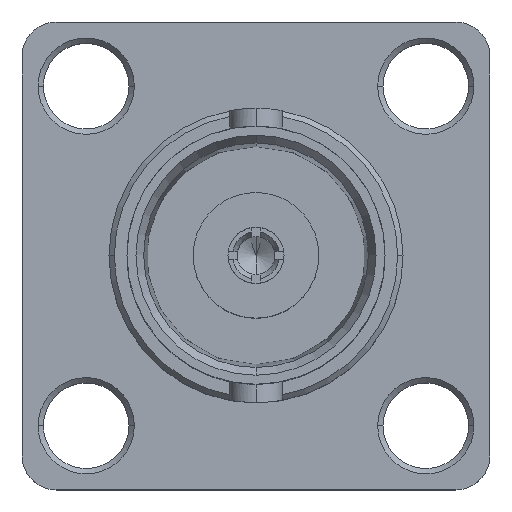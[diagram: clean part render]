
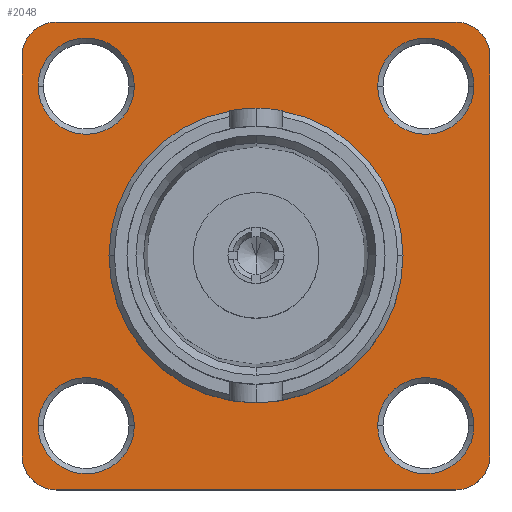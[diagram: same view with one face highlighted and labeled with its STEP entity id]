
A CAD part, top view. The second image highlights one B-rep face of the part: STEP entity #2048.
In plain terms, the highlighted planar face has unit normal (0, 0, 1).
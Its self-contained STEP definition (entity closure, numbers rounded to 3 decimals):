
#119=CARTESIAN_POINT('',(7.48,7.48,2.3));
#120=DIRECTION('',(0.,0.,1.));
#121=DIRECTION('',(1.,0.,0.));
#122=AXIS2_PLACEMENT_3D('',#119,#120,#121);
#124=DIRECTION('',(0.,1.,0.));
#125=VECTOR('',#124,14.96);
#126=CARTESIAN_POINT('',(8.75,-7.48,2.3));
#127=LINE('',#126,#125);
#128=CARTESIAN_POINT('',(7.48,-7.48,2.3));
#129=DIRECTION('',(0.,0.,1.));
#130=DIRECTION('',(0.,-1.,0.));
#131=AXIS2_PLACEMENT_3D('',#128,#129,#130);
#133=DIRECTION('',(1.,0.,0.));
#134=VECTOR('',#133,14.96);
#135=CARTESIAN_POINT('',(-7.48,-8.75,2.3));
#136=LINE('',#135,#134);
#137=CARTESIAN_POINT('',(-7.48,-7.48,2.3));
#138=DIRECTION('',(0.,0.,1.));
#139=DIRECTION('',(-1.,0.,0.));
#140=AXIS2_PLACEMENT_3D('',#137,#138,#139);
#142=DIRECTION('',(0.,-1.,0.));
#143=VECTOR('',#142,14.96);
#144=CARTESIAN_POINT('',(-8.75,7.48,2.3));
#145=LINE('',#144,#143);
#146=CARTESIAN_POINT('',(-7.48,7.48,2.3));
#147=DIRECTION('',(0.,0.,1.));
#148=DIRECTION('',(0.,1.,0.));
#149=AXIS2_PLACEMENT_3D('',#146,#147,#148);
#151=DIRECTION('',(-1.,0.,0.));
#152=VECTOR('',#151,14.96);
#153=CARTESIAN_POINT('',(7.48,8.75,2.3));
#154=LINE('',#153,#152);
#155=CARTESIAN_POINT('',(0.,0.,2.3));
#156=DIRECTION('',(0.,0.,1.));
#157=DIRECTION('',(1.,0.,0.));
#158=AXIS2_PLACEMENT_3D('',#155,#156,#157);
#160=CARTESIAN_POINT('',(0.,0.,2.3));
#161=DIRECTION('',(0.,0.,1.));
#162=DIRECTION('',(-1.,0.,0.));
#163=AXIS2_PLACEMENT_3D('',#160,#161,#162);
#165=CARTESIAN_POINT('',(6.35,6.35,2.3));
#166=DIRECTION('',(0.,0.,-1.));
#167=DIRECTION('',(-1.,0.,0.));
#168=AXIS2_PLACEMENT_3D('',#165,#166,#167);
#170=CARTESIAN_POINT('',(6.35,6.35,2.3));
#171=DIRECTION('',(0.,0.,-1.));
#172=DIRECTION('',(1.,0.,0.));
#173=AXIS2_PLACEMENT_3D('',#170,#171,#172);
#175=CARTESIAN_POINT('',(-6.35,6.35,2.3));
#176=DIRECTION('',(0.,0.,-1.));
#177=DIRECTION('',(-1.,0.,0.));
#178=AXIS2_PLACEMENT_3D('',#175,#176,#177);
#180=CARTESIAN_POINT('',(-6.35,6.35,2.3));
#181=DIRECTION('',(0.,0.,-1.));
#182=DIRECTION('',(1.,0.,0.));
#183=AXIS2_PLACEMENT_3D('',#180,#181,#182);
#185=CARTESIAN_POINT('',(-6.35,-6.35,2.3));
#186=DIRECTION('',(0.,0.,-1.));
#187=DIRECTION('',(-1.,0.,0.));
#188=AXIS2_PLACEMENT_3D('',#185,#186,#187);
#190=CARTESIAN_POINT('',(-6.35,-6.35,2.3));
#191=DIRECTION('',(0.,0.,-1.));
#192=DIRECTION('',(1.,0.,0.));
#193=AXIS2_PLACEMENT_3D('',#190,#191,#192);
#195=CARTESIAN_POINT('',(6.35,-6.35,2.3));
#196=DIRECTION('',(0.,0.,-1.));
#197=DIRECTION('',(-1.,0.,0.));
#198=AXIS2_PLACEMENT_3D('',#195,#196,#197);
#200=CARTESIAN_POINT('',(6.35,-6.35,2.3));
#201=DIRECTION('',(0.,0.,-1.));
#202=DIRECTION('',(1.,0.,0.));
#203=AXIS2_PLACEMENT_3D('',#200,#201,#202);
#1515=CARTESIAN_POINT('',(8.75,7.48,2.3));
#1516=VERTEX_POINT('',#1515);
#1517=CARTESIAN_POINT('',(7.48,8.75,2.3));
#1518=VERTEX_POINT('',#1517);
#1523=CARTESIAN_POINT('',(-7.48,8.75,2.3));
#1524=VERTEX_POINT('',#1523);
#1525=CARTESIAN_POINT('',(-8.75,7.48,2.3));
#1526=VERTEX_POINT('',#1525);
#1531=CARTESIAN_POINT('',(-8.75,-7.48,2.3));
#1532=VERTEX_POINT('',#1531);
#1533=CARTESIAN_POINT('',(-7.48,-8.75,2.3));
#1534=VERTEX_POINT('',#1533);
#1539=CARTESIAN_POINT('',(7.48,-8.75,2.3));
#1540=VERTEX_POINT('',#1539);
#1541=CARTESIAN_POINT('',(8.75,-7.48,2.3));
#1542=VERTEX_POINT('',#1541);
#1543=CARTESIAN_POINT('',(4.55,6.35,2.3));
#1544=CARTESIAN_POINT('',(8.15,6.35,2.3));
#1545=VERTEX_POINT('',#1543);
#1546=VERTEX_POINT('',#1544);
#1551=CARTESIAN_POINT('',(-8.15,6.35,2.3));
#1552=CARTESIAN_POINT('',(-4.55,6.35,2.3));
#1553=VERTEX_POINT('',#1551);
#1554=VERTEX_POINT('',#1552);
#1559=CARTESIAN_POINT('',(-8.15,-6.35,2.3));
#1560=CARTESIAN_POINT('',(-4.55,-6.35,2.3));
#1561=VERTEX_POINT('',#1559);
#1562=VERTEX_POINT('',#1560);
#1591=CARTESIAN_POINT('',(4.55,-6.35,2.3));
#1592=CARTESIAN_POINT('',(8.15,-6.35,2.3));
#1593=VERTEX_POINT('',#1591);
#1594=VERTEX_POINT('',#1592);
#1607=CARTESIAN_POINT('',(5.5,0.,2.3));
#1608=CARTESIAN_POINT('',(-5.5,0.,2.3));
#1609=VERTEX_POINT('',#1607);
#1610=VERTEX_POINT('',#1608);
#2003=CARTESIAN_POINT('',(0.,0.,2.3));
#2004=DIRECTION('',(0.,0.,1.));
#2005=DIRECTION('',(1.,0.,0.));
#2006=AXIS2_PLACEMENT_3D('',#2003,#2004,#2005);
#2007=PLANE('',#2006);
#2008=ORIENTED_EDGE('',*,*,#1899,.F.);
#2009=ORIENTED_EDGE('',*,*,#1915,.F.);
#2010=ORIENTED_EDGE('',*,*,#1928,.F.);
#2011=ORIENTED_EDGE('',*,*,#1941,.F.);
#2012=ORIENTED_EDGE('',*,*,#1956,.F.);
#2013=ORIENTED_EDGE('',*,*,#1969,.F.);
#2014=ORIENTED_EDGE('',*,*,#1984,.F.);
#2015=ORIENTED_EDGE('',*,*,#1996,.F.);
#2016=EDGE_LOOP('',(#2008,#2009,#2010,#2011,#2012,#2013,#2014,#2015));
#2017=FACE_OUTER_BOUND('',#2016,.F.);
#2019=ORIENTED_EDGE('',*,*,#2018,.T.);
#2021=ORIENTED_EDGE('',*,*,#2020,.T.);
#2022=EDGE_LOOP('',(#2019,#2021));
#2023=FACE_BOUND('',#2022,.F.);
#2025=ORIENTED_EDGE('',*,*,#2024,.F.);
#2027=ORIENTED_EDGE('',*,*,#2026,.F.);
#2028=EDGE_LOOP('',(#2025,#2027));
#2029=FACE_BOUND('',#2028,.F.);
#2031=ORIENTED_EDGE('',*,*,#2030,.F.);
#2033=ORIENTED_EDGE('',*,*,#2032,.F.);
#2034=EDGE_LOOP('',(#2031,#2033));
#2035=FACE_BOUND('',#2034,.F.);
#2037=ORIENTED_EDGE('',*,*,#2036,.F.);
#2039=ORIENTED_EDGE('',*,*,#2038,.F.);
#2040=EDGE_LOOP('',(#2037,#2039));
#2041=FACE_BOUND('',#2040,.F.);
#2043=ORIENTED_EDGE('',*,*,#2042,.F.);
#2045=ORIENTED_EDGE('',*,*,#2044,.F.);
#2046=EDGE_LOOP('',(#2043,#2045));
#2047=FACE_BOUND('',#2046,.F.);
#2048=ADVANCED_FACE('',(#2017,#2023,#2029,#2035,#2041,#2047),#2007,.T.);
#123=CIRCLE('',#122,1.27);
#132=CIRCLE('',#131,1.27);
#141=CIRCLE('',#140,1.27);
#150=CIRCLE('',#149,1.27);
#159=CIRCLE('',#158,5.5);
#164=CIRCLE('',#163,5.5);
#169=CIRCLE('',#168,1.8);
#174=CIRCLE('',#173,1.8);
#179=CIRCLE('',#178,1.8);
#184=CIRCLE('',#183,1.8);
#189=CIRCLE('',#188,1.8);
#194=CIRCLE('',#193,1.8);
#199=CIRCLE('',#198,1.8);
#204=CIRCLE('',#203,1.8);
#1899=EDGE_CURVE('',#1516,#1518,#123,.T.);
#1915=EDGE_CURVE('',#1542,#1516,#127,.T.);
#1928=EDGE_CURVE('',#1540,#1542,#132,.T.);
#1941=EDGE_CURVE('',#1534,#1540,#136,.T.);
#1956=EDGE_CURVE('',#1532,#1534,#141,.T.);
#1969=EDGE_CURVE('',#1526,#1532,#145,.T.);
#1984=EDGE_CURVE('',#1524,#1526,#150,.T.);
#1996=EDGE_CURVE('',#1518,#1524,#154,.T.);
#2018=EDGE_CURVE('',#1609,#1610,#159,.T.);
#2020=EDGE_CURVE('',#1610,#1609,#164,.T.);
#2024=EDGE_CURVE('',#1545,#1546,#169,.T.);
#2026=EDGE_CURVE('',#1546,#1545,#174,.T.);
#2030=EDGE_CURVE('',#1553,#1554,#179,.T.);
#2032=EDGE_CURVE('',#1554,#1553,#184,.T.);
#2036=EDGE_CURVE('',#1561,#1562,#189,.T.);
#2038=EDGE_CURVE('',#1562,#1561,#194,.T.);
#2042=EDGE_CURVE('',#1593,#1594,#199,.T.);
#2044=EDGE_CURVE('',#1594,#1593,#204,.T.);
